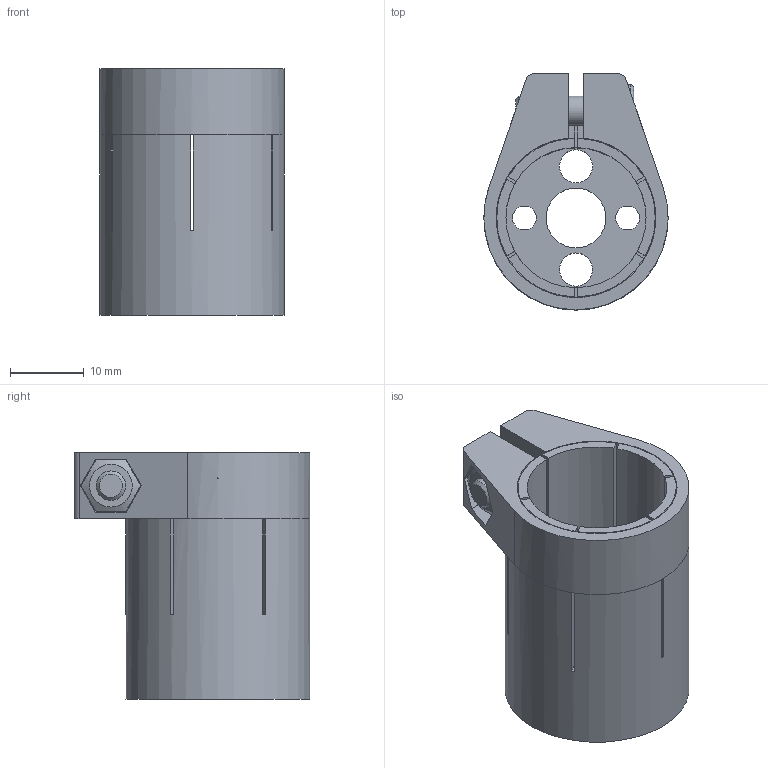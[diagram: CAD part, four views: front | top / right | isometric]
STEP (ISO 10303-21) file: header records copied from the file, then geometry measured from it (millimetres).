
FILE_DESCRIPTION(/* description */ (''),/* implementation_level */ '2;1');
FILE_NAME(/* name */ 'Kugelfassung.stp',/* time_stamp */ '2020-03-26T14:38:26+01:00',/* author */ ('S. Sandt'),/* organization */ ('di-soric GmbH & Co. KG'),/* preprocessor_version */ 'ST-DEVELOPER v18',/* originating_system */ 'Autodesk Inventor 2020',/* authorisation */ '');
FILE_SCHEMA (('AUTOMOTIVE_DESIGN { 1 0 10303 214 3 1 1 }'));
Length unit declared in the file: millimetre
Products named in the file (1): Bauteil11
Bounding box: 25 x 32 x 33.5 mm (x, y, z)
Volume: 8622.7 mm3; surface area: 8280.7 mm2
Topology: 1 solids, 1 shells, 100 faces, 296 edges, 196 vertices
Faces by surface type: plane 71, cylinder 23, cone 4, torus 2
Full cylindrical faces by diameter (mm): 3.242 x2, 4 x2, 4.5 x4, 7 x1, 8 x1, 8.1 x1, 19 x1, 25 x1
Entity records: 3507 total; most frequent: CARTESIAN_POINT 666, ORIENTED_EDGE 590, DIRECTION 588, EDGE_CURVE 295, AXIS2_PLACEMENT_3D 214, VERTEX_POINT 196, LINE 160, VECTOR 160
